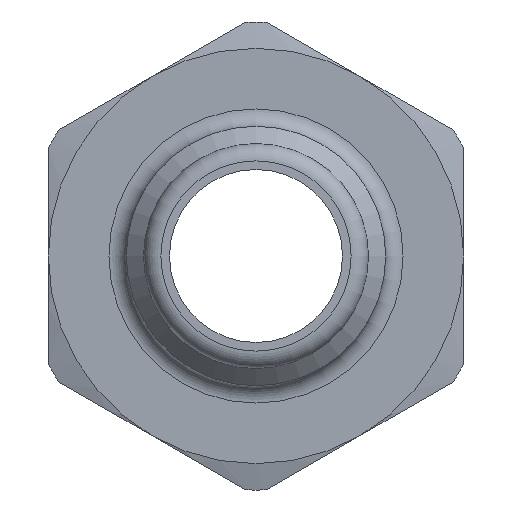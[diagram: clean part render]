
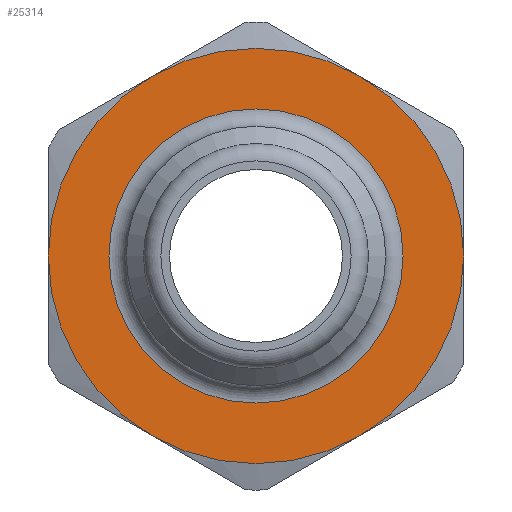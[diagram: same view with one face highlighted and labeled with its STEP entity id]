
A CAD part, left-side view. The second image highlights one B-rep face of the part: STEP entity #25314.
In plain terms, the highlighted planar face has unit normal (-1, 0, 0).
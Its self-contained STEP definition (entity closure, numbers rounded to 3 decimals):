
#75=CARTESIAN_POINT('',(21.5,6.,-10.392));
#76=VERTEX_POINT('',#75);
#159=CARTESIAN_POINT('',(21.5,-6.,-10.392));
#160=VERTEX_POINT('',#159);
#243=CARTESIAN_POINT('',(21.5,-12.,0.));
#244=VERTEX_POINT('',#243);
#327=CARTESIAN_POINT('',(21.5,-6.,10.392));
#328=VERTEX_POINT('',#327);
#411=CARTESIAN_POINT('',(21.5,6.,10.392));
#412=VERTEX_POINT('',#411);
#772=CARTESIAN_POINT('',(21.5,12.,0.0));
#773=VERTEX_POINT('',#772);
#774=CARTESIAN_POINT('',(21.5,0.0,0.0));
#775=DIRECTION('',(1.0,0.0,0.0));
#776=DIRECTION('',(0.0,1.0,0.0));
#777=AXIS2_PLACEMENT_3D('',#774,#775,#776);
#778=CIRCLE('',#777,12.);
#779=EDGE_CURVE('',#76,#773,#778,.T.);
#818=CARTESIAN_POINT('',(21.5,0.0,0.0));
#819=DIRECTION('',(1.0,0.0,0.0));
#820=DIRECTION('',(0.0,1.0,0.0));
#821=AXIS2_PLACEMENT_3D('',#818,#819,#820);
#822=CIRCLE('',#821,12.);
#823=EDGE_CURVE('',#773,#412,#822,.T.);
#836=CARTESIAN_POINT('',(21.5,0.0,0.0));
#837=DIRECTION('',(1.0,0.0,0.0));
#838=DIRECTION('',(0.0,1.0,0.0));
#839=AXIS2_PLACEMENT_3D('',#836,#837,#838);
#840=CIRCLE('',#839,12.);
#841=EDGE_CURVE('',#412,#328,#840,.T.);
#854=CARTESIAN_POINT('',(21.5,0.0,0.0));
#855=DIRECTION('',(1.0,0.0,0.0));
#856=DIRECTION('',(0.0,1.0,0.0));
#857=AXIS2_PLACEMENT_3D('',#854,#855,#856);
#858=CIRCLE('',#857,12.);
#859=EDGE_CURVE('',#328,#244,#858,.T.);
#872=CARTESIAN_POINT('',(21.5,0.0,0.0));
#873=DIRECTION('',(1.0,0.0,0.0));
#874=DIRECTION('',(0.0,1.0,0.0));
#875=AXIS2_PLACEMENT_3D('',#872,#873,#874);
#876=CIRCLE('',#875,12.);
#877=EDGE_CURVE('',#244,#160,#876,.T.);
#25260=CARTESIAN_POINT('',(21.5,8.5,0.));
#25261=VERTEX_POINT('',#25260);
#25262=CARTESIAN_POINT('',(21.5,0.0,0.0));
#25263=DIRECTION('',(-1.0,0.0,0.0));
#25264=DIRECTION('',(0.0,-1.0,0.0));
#25265=AXIS2_PLACEMENT_3D('',#25262,#25263,#25264);
#25266=CIRCLE('',#25265,8.5);
#25267=EDGE_CURVE('',#25261,#25261,#25266,.T.);
#25292=CARTESIAN_POINT('',(21.5,9.75,0.0));
#25293=DIRECTION('',(-1.0,0.0,0.0));
#25294=DIRECTION('',(0.0,0.0,1.0));
#25295=AXIS2_PLACEMENT_3D('',#25292,#25293,#25294);
#25296=PLANE('',#25295);
#25297=ORIENTED_EDGE('',*,*,#823,.F.);
#25298=ORIENTED_EDGE('',*,*,#779,.F.);
#25299=CARTESIAN_POINT('',(21.5,0.0,0.0));
#25300=DIRECTION('',(1.0,0.0,0.0));
#25301=DIRECTION('',(0.0,1.0,0.0));
#25302=AXIS2_PLACEMENT_3D('',#25299,#25300,#25301);
#25303=CIRCLE('',#25302,12.);
#25304=EDGE_CURVE('',#160,#76,#25303,.T.);
#25305=ORIENTED_EDGE('',*,*,#25304,.F.);
#25306=ORIENTED_EDGE('',*,*,#877,.F.);
#25307=ORIENTED_EDGE('',*,*,#859,.F.);
#25308=ORIENTED_EDGE('',*,*,#841,.F.);
#25309=EDGE_LOOP('',(#25297,#25298,#25305,#25306,#25307,#25308));
#25310=FACE_OUTER_BOUND('',#25309,.T.);
#25311=ORIENTED_EDGE('',*,*,#25267,.F.);
#25312=EDGE_LOOP('',(#25311));
#25313=FACE_BOUND('',#25312,.T.);
#25314=ADVANCED_FACE('',(#25310,#25313),#25296,.T.);
